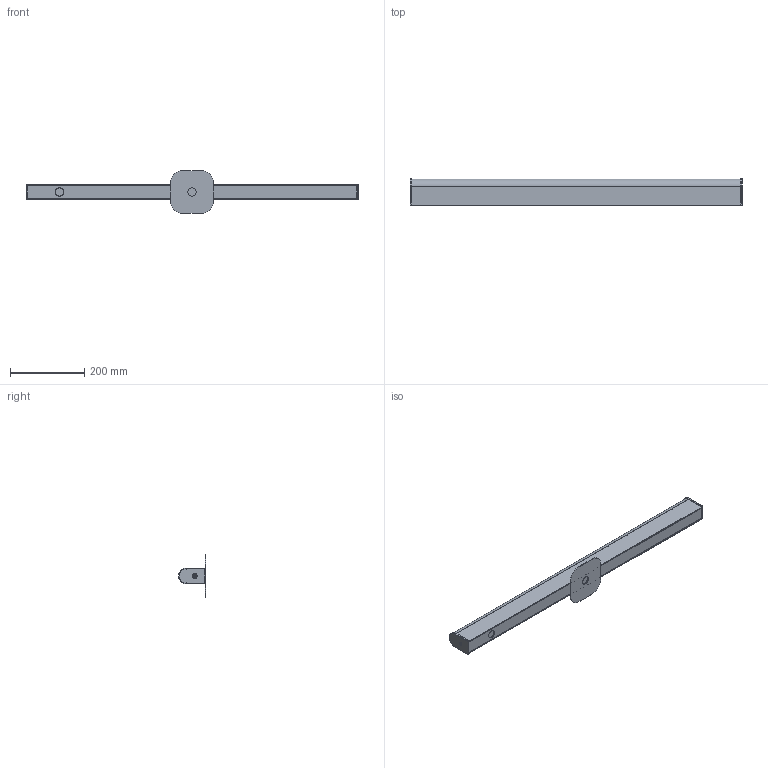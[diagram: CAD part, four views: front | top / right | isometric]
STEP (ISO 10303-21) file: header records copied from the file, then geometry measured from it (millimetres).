
FILE_DESCRIPTION (( 'STEP AP214' ), '1' );
FILE_NAME ('RDLB3R.STEP', '2016-04-05T19:41:00', ( '' ), ( '' ), 'SwSTEP 2.0', 'SolidWorks 2012', '' );
FILE_SCHEMA (( 'AUTOMOTIVE_DESIGN' ));
Length unit declared in the file: inch
Products named in the file (1): RDLB3R
Bounding box: 891.44 x 72.57 x 114.3 mm (x, y, z)
Surface area: 222100.3 mm2 (no closed solid volume)
Topology: 0 solids, 7 shells, 79 faces, 243 edges, 168 vertices
Faces by surface type: plane 35, cylinder 30, cone 10, torus 4
Entity records: 3733 total; most frequent: CARTESIAN_POINT 515, DIRECTION 485, ORIENTED_EDGE 372, EDGE_CURVE 243, AXIS2_PLACEMENT_3D 170, VERTEX_POINT 168, VECTOR 145, LINE 145
